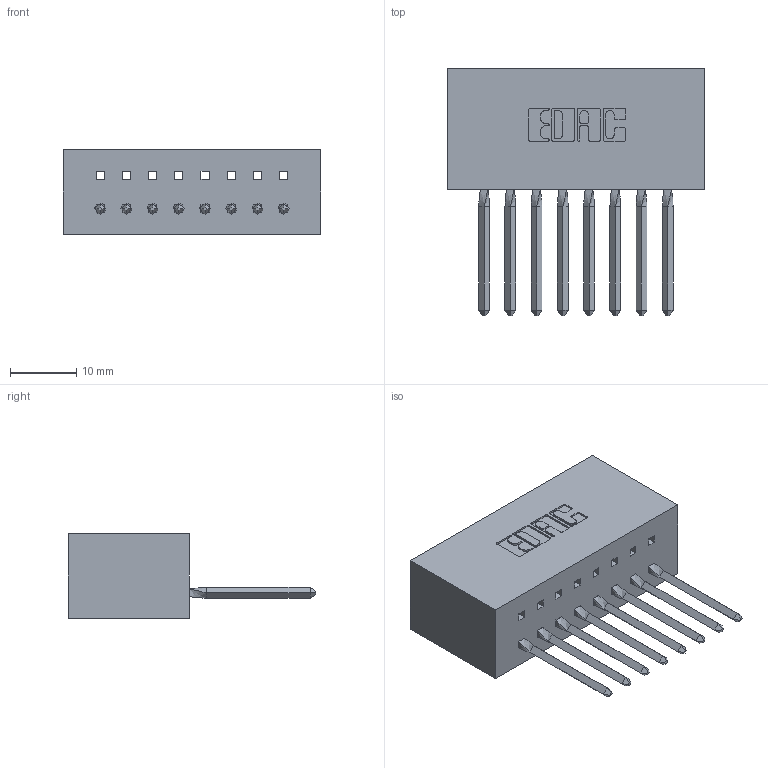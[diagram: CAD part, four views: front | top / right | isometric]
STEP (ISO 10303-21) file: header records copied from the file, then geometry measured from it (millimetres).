
FILE_DESCRIPTION (( 'STEP AP203' ), '1' );
FILE_NAME ('317-008-542-601.STEP', '2020-02-27T13:01:20', ( '' ), ( '' ), 'SwSTEP 2.0', 'SolidWorks 2016', '' );
FILE_SCHEMA (( 'CONFIG_CONTROL_DESIGN' ));
Length unit declared in the file: inch
Products named in the file (3): 317 Part_Lugless; 317-008-542-601; 317-290-003_542
Assembly tree (9 placements, depth 2):
  317-008-542-601
    317 Part_Lugless
    317-290-003_542  x8
Bounding box: 38.91 x 37.34 x 12.7 mm (x, y, z)
Volume: 6693.5 mm3; surface area: 7444.2 mm2
Topology: 9 solids, 9 shells, 690 faces, 1975 edges, 1278 vertices
Faces by surface type: plane 562, cylinder 96, bspline 32
Entity records: 14659 total; most frequent: CARTESIAN_POINT 2837, ORIENTED_EDGE 2508, DIRECTION 2146, EDGE_CURVE 1254, LINE 1092, VECTOR 1092, VERTEX_POINT 830, AXIS2_PLACEMENT_3D 527
